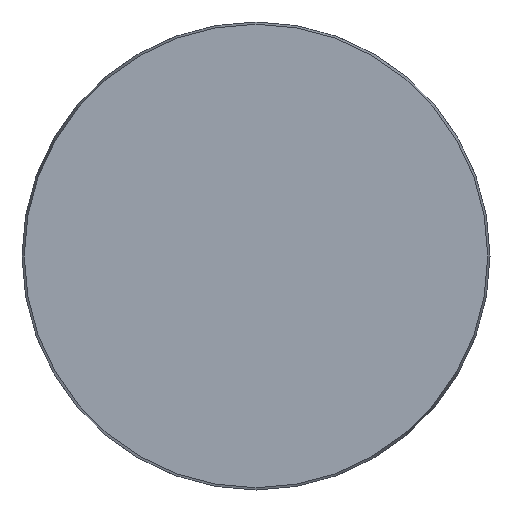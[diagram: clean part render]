
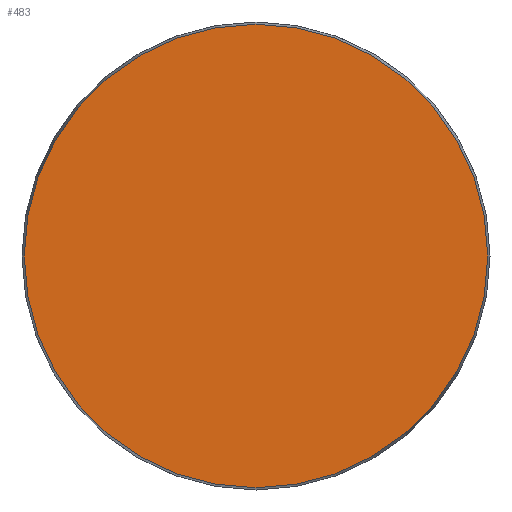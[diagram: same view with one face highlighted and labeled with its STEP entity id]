
A CAD part, front view. The second image highlights one B-rep face of the part: STEP entity #483.
In plain terms, the highlighted planar face has unit normal (0, -1, 0).
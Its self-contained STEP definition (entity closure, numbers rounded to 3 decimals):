
#145 = CARTESIAN_POINT ( 'NONE',  ( 0., 0., 0. ) ) ;
#155 = PLANE ( 'NONE',  #261 ) ;
#204 = CARTESIAN_POINT ( 'NONE',  ( 0., 0., -58.425 ) ) ;
#225 = DIRECTION ( 'NONE',  ( 0., 0., 1. ) ) ;
#243 = EDGE_LOOP ( 'NONE', ( #388 ) ) ;
#261 = AXIS2_PLACEMENT_3D ( 'NONE', #747, #739, #225 ) ;
#305 = AXIS2_PLACEMENT_3D ( 'NONE', #145, #375, #317 ) ;
#317 = DIRECTION ( 'NONE',  ( 0., 0., -1. ) ) ;
#351 = CIRCLE ( 'NONE', #305, 58.425 ) ;
#375 = DIRECTION ( 'NONE',  ( 0., -1., 0. ) ) ;
#385 = EDGE_CURVE ( 'NONE', #738, #738, #351, .T. ) ;
#388 = ORIENTED_EDGE ( 'NONE', *, *, #385, .T. ) ;
#483 = ADVANCED_FACE ( 'NONE', ( #742 ), #155, .F. ) ;
#738 = VERTEX_POINT ( 'NONE', #204 ) ;
#739 = DIRECTION ( 'NONE',  ( 0., 1., 0. ) ) ;
#742 = FACE_OUTER_BOUND ( 'NONE', #243, .T. ) ;
#747 = CARTESIAN_POINT ( 'NONE',  ( -58.425, 0., 0. ) ) ;
